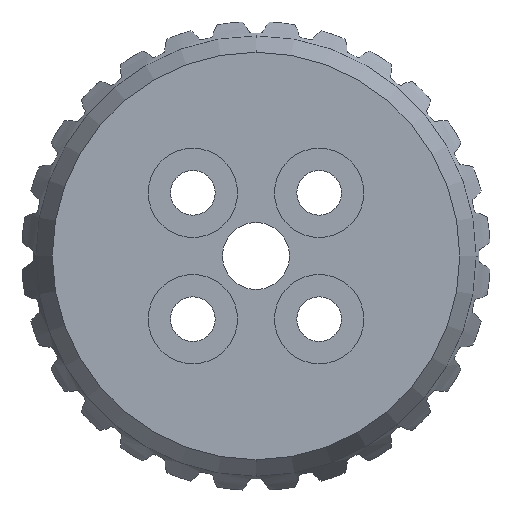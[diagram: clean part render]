
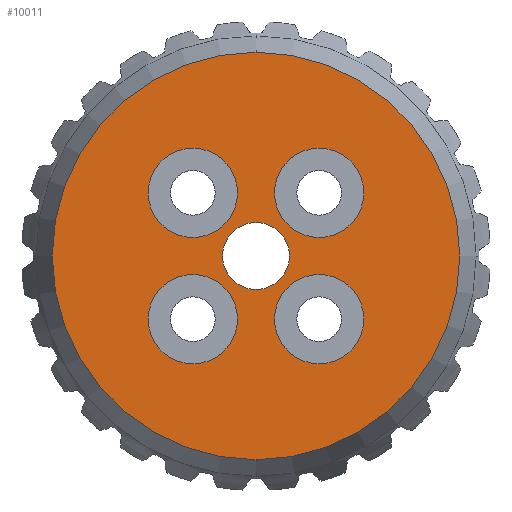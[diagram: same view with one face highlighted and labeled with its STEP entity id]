
A CAD part, left-side view. The second image highlights one B-rep face of the part: STEP entity #10011.
In plain terms, the highlighted planar face has unit normal (-1, 0, 0).
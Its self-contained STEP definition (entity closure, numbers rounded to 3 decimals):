
#15 = FACE_BOUND ( 'NONE', #1473, .T. ) ;
#39 = CIRCLE ( 'NONE', #4289, 4. ) ;
#159 = EDGE_CURVE ( 'NONE', #7913, #7741, #171, .T. ) ;
#171 = CIRCLE ( 'NONE', #5933, 3. ) ;
#238 = DIRECTION ( 'NONE',  ( -1., 0., 0. ) ) ;
#273 = AXIS2_PLACEMENT_3D ( 'NONE', #3369, #5754, #7340 ) ;
#301 = EDGE_CURVE ( 'NONE', #4282, #4974, #39, .T. ) ;
#348 = ORIENTED_EDGE ( 'NONE', *, *, #5279, .F. ) ;
#636 = DIRECTION ( 'NONE',  ( 0., 0., 1. ) ) ;
#679 = DIRECTION ( 'NONE',  ( 0., 0., 1. ) ) ;
#760 = VERTEX_POINT ( 'NONE', #3794 ) ;
#1019 = FACE_BOUND ( 'NONE', #2351, .T. ) ;
#1126 = DIRECTION ( 'NONE',  ( 0., 0., -1. ) ) ;
#1200 = CARTESIAN_POINT ( 'NONE',  ( -3., -5.657, 5.657 ) ) ;
#1376 = EDGE_LOOP ( 'NONE', ( #6374, #6257 ) ) ;
#1390 = CIRCLE ( 'NONE', #5876, 4. ) ;
#1420 = DIRECTION ( 'NONE',  ( 0., 0., 1. ) ) ;
#1468 = AXIS2_PLACEMENT_3D ( 'NONE', #9223, #2886, #5278 ) ;
#1473 = EDGE_LOOP ( 'NONE', ( #3574, #8621 ) ) ;
#1496 = DIRECTION ( 'NONE',  ( 0., 0., 1. ) ) ;
#1548 = DIRECTION ( 'NONE',  ( -1., 0., 0. ) ) ;
#1610 = CARTESIAN_POINT ( 'NONE',  ( -3., -5.657, 9.657 ) ) ;
#1699 = DIRECTION ( 'NONE',  ( 0., 0., 1. ) ) ;
#1762 = DIRECTION ( 'NONE',  ( -1., 0., 0. ) ) ;
#1848 = ORIENTED_EDGE ( 'NONE', *, *, #8192, .T. ) ;
#1883 = VERTEX_POINT ( 'NONE', #5801 ) ;
#1900 = FACE_BOUND ( 'NONE', #1960, .T. ) ;
#1960 = EDGE_LOOP ( 'NONE', ( #5500, #2241 ) ) ;
#1968 = CARTESIAN_POINT ( 'NONE',  ( -3., 0., 0. ) ) ;
#2185 = CIRCLE ( 'NONE', #273, 4. ) ;
#2241 = ORIENTED_EDGE ( 'NONE', *, *, #5281, .F. ) ;
#2351 = EDGE_LOOP ( 'NONE', ( #4812, #348 ) ) ;
#2490 = CARTESIAN_POINT ( 'NONE',  ( -3., 5.657, -5.657 ) ) ;
#2668 = CIRCLE ( 'NONE', #3978, 4. ) ;
#2698 = CARTESIAN_POINT ( 'NONE',  ( -3., -5.657, 1.657 ) ) ;
#2719 = DIRECTION ( 'NONE',  ( 0., 0., 1. ) ) ;
#2806 = AXIS2_PLACEMENT_3D ( 'NONE', #1968, #9590, #7231 ) ;
#2808 = CARTESIAN_POINT ( 'NONE',  ( -3., -5.657, -1.657 ) ) ;
#2886 = DIRECTION ( 'NONE',  ( -1., 0., 0. ) ) ;
#3109 = FACE_BOUND ( 'NONE', #5458, .T. ) ;
#3316 = CARTESIAN_POINT ( 'NONE',  ( -3., -5.657, -5.657 ) ) ;
#3369 = CARTESIAN_POINT ( 'NONE',  ( -3., -5.657, 5.657 ) ) ;
#3421 = ORIENTED_EDGE ( 'NONE', *, *, #5894, .T. ) ;
#3472 = CARTESIAN_POINT ( 'NONE',  ( -3., 0., 18.251 ) ) ;
#3535 = CARTESIAN_POINT ( 'NONE',  ( -3., 0., 3. ) ) ;
#3574 = ORIENTED_EDGE ( 'NONE', *, *, #301, .F. ) ;
#3736 = AXIS2_PLACEMENT_3D ( 'NONE', #4634, #6086, #1420 ) ;
#3754 = EDGE_CURVE ( 'NONE', #5372, #5084, #5893, .T. ) ;
#3794 = CARTESIAN_POINT ( 'NONE',  ( -3., 5.657, -1.657 ) ) ;
#3822 = DIRECTION ( 'NONE',  ( -1., 0., 0. ) ) ;
#3910 = DIRECTION ( 'NONE',  ( -1., 0., 0. ) ) ;
#3978 = AXIS2_PLACEMENT_3D ( 'NONE', #9706, #1762, #6507 ) ;
#4139 = CIRCLE ( 'NONE', #1468, 18.251 ) ;
#4255 = CIRCLE ( 'NONE', #2806, 3. ) ;
#4282 = VERTEX_POINT ( 'NONE', #2808 ) ;
#4289 = AXIS2_PLACEMENT_3D ( 'NONE', #9908, #3910, #1496 ) ;
#4576 = AXIS2_PLACEMENT_3D ( 'NONE', #9449, #1548, #7091 ) ;
#4594 = CARTESIAN_POINT ( 'NONE',  ( -3., 5.657, 1.657 ) ) ;
#4634 = CARTESIAN_POINT ( 'NONE',  ( -3., 5.657, -5.657 ) ) ;
#4800 = EDGE_CURVE ( 'NONE', #6809, #6763, #6983, .T. ) ;
#4812 = ORIENTED_EDGE ( 'NONE', *, *, #4800, .F. ) ;
#4928 = EDGE_CURVE ( 'NONE', #9218, #9389, #9427, .T. ) ;
#4974 = VERTEX_POINT ( 'NONE', #6824 ) ;
#5001 = DIRECTION ( 'NONE',  ( -1., 0., 0. ) ) ;
#5029 = DIRECTION ( 'NONE',  ( 1., 0., 0. ) ) ;
#5084 = VERTEX_POINT ( 'NONE', #5477 ) ;
#5278 = DIRECTION ( 'NONE',  ( 0., 0., 1. ) ) ;
#5279 = EDGE_CURVE ( 'NONE', #6763, #6809, #2668, .T. ) ;
#5281 = EDGE_CURVE ( 'NONE', #9389, #9218, #2185, .T. ) ;
#5372 = VERTEX_POINT ( 'NONE', #3472 ) ;
#5374 = CARTESIAN_POINT ( 'NONE',  ( -3., 0., 0. ) ) ;
#5433 = AXIS2_PLACEMENT_3D ( 'NONE', #1200, #5001, #2719 ) ;
#5458 = EDGE_LOOP ( 'NONE', ( #1848, #9240 ) ) ;
#5477 = CARTESIAN_POINT ( 'NONE',  ( -3., 0., -18.251 ) ) ;
#5500 = ORIENTED_EDGE ( 'NONE', *, *, #4928, .F. ) ;
#5576 = EDGE_LOOP ( 'NONE', ( #9626, #3421 ) ) ;
#5754 = DIRECTION ( 'NONE',  ( -1., 0., 0. ) ) ;
#5801 = CARTESIAN_POINT ( 'NONE',  ( -3., 5.657, -9.657 ) ) ;
#5876 = AXIS2_PLACEMENT_3D ( 'NONE', #2490, #6421, #1699 ) ;
#5893 = CIRCLE ( 'NONE', #10108, 18.251 ) ;
#5894 = EDGE_CURVE ( 'NONE', #5084, #5372, #4139, .T. ) ;
#5933 = AXIS2_PLACEMENT_3D ( 'NONE', #6581, #5029, #1126 ) ;
#6086 = DIRECTION ( 'NONE',  ( -1., 0., 0. ) ) ;
#6257 = ORIENTED_EDGE ( 'NONE', *, *, #8056, .F. ) ;
#6374 = ORIENTED_EDGE ( 'NONE', *, *, #10166, .F. ) ;
#6421 = DIRECTION ( 'NONE',  ( -1., 0., 0. ) ) ;
#6478 = CIRCLE ( 'NONE', #3736, 4. ) ;
#6507 = DIRECTION ( 'NONE',  ( 0., 0., 1. ) ) ;
#6581 = CARTESIAN_POINT ( 'NONE',  ( -3., 0., 0. ) ) ;
#6763 = VERTEX_POINT ( 'NONE', #4594 ) ;
#6809 = VERTEX_POINT ( 'NONE', #8582 ) ;
#6824 = CARTESIAN_POINT ( 'NONE',  ( -3., -5.657, -9.657 ) ) ;
#6924 = EDGE_CURVE ( 'NONE', #4974, #4282, #7720, .T. ) ;
#6983 = CIRCLE ( 'NONE', #4576, 4. ) ;
#7091 = DIRECTION ( 'NONE',  ( 0., 0., 1. ) ) ;
#7231 = DIRECTION ( 'NONE',  ( 0., 0., -1. ) ) ;
#7300 = CARTESIAN_POINT ( 'NONE',  ( -3., 0., -3. ) ) ;
#7340 = DIRECTION ( 'NONE',  ( 0., 0., 1. ) ) ;
#7720 = CIRCLE ( 'NONE', #9510, 4. ) ;
#7741 = VERTEX_POINT ( 'NONE', #7300 ) ;
#7815 = FACE_BOUND ( 'NONE', #1376, .T. ) ;
#7913 = VERTEX_POINT ( 'NONE', #3535 ) ;
#8056 = EDGE_CURVE ( 'NONE', #1883, #760, #6478, .T. ) ;
#8189 = FACE_OUTER_BOUND ( 'NONE', #5576, .T. ) ;
#8192 = EDGE_CURVE ( 'NONE', #7741, #7913, #4255, .T. ) ;
#8582 = CARTESIAN_POINT ( 'NONE',  ( -3., 5.657, 9.657 ) ) ;
#8621 = ORIENTED_EDGE ( 'NONE', *, *, #6924, .F. ) ;
#8717 = CARTESIAN_POINT ( 'NONE',  ( -3., 0., 0. ) ) ;
#9218 = VERTEX_POINT ( 'NONE', #1610 ) ;
#9223 = CARTESIAN_POINT ( 'NONE',  ( -3., 0., 0. ) ) ;
#9240 = ORIENTED_EDGE ( 'NONE', *, *, #159, .T. ) ;
#9389 = VERTEX_POINT ( 'NONE', #2698 ) ;
#9390 = DIRECTION ( 'NONE',  ( -1., 0., 0. ) ) ;
#9427 = CIRCLE ( 'NONE', #5433, 4. ) ;
#9449 = CARTESIAN_POINT ( 'NONE',  ( -3., 5.657, 5.657 ) ) ;
#9510 = AXIS2_PLACEMENT_3D ( 'NONE', #3316, #238, #9717 ) ;
#9590 = DIRECTION ( 'NONE',  ( 1., 0., 0. ) ) ;
#9626 = ORIENTED_EDGE ( 'NONE', *, *, #3754, .T. ) ;
#9706 = CARTESIAN_POINT ( 'NONE',  ( -3., 5.657, 5.657 ) ) ;
#9717 = DIRECTION ( 'NONE',  ( 0., 0., 1. ) ) ;
#9908 = CARTESIAN_POINT ( 'NONE',  ( -3., -5.657, -5.657 ) ) ;
#10011 = ADVANCED_FACE ( 'NONE', ( #3109, #7815, #1019, #1900, #15, #8189 ), #10157, .T. ) ;
#10094 = AXIS2_PLACEMENT_3D ( 'NONE', #5374, #3822, #636 ) ;
#10108 = AXIS2_PLACEMENT_3D ( 'NONE', #8717, #9390, #679 ) ;
#10157 = PLANE ( 'NONE',  #10094 ) ;
#10166 = EDGE_CURVE ( 'NONE', #760, #1883, #1390, .T. ) ;
